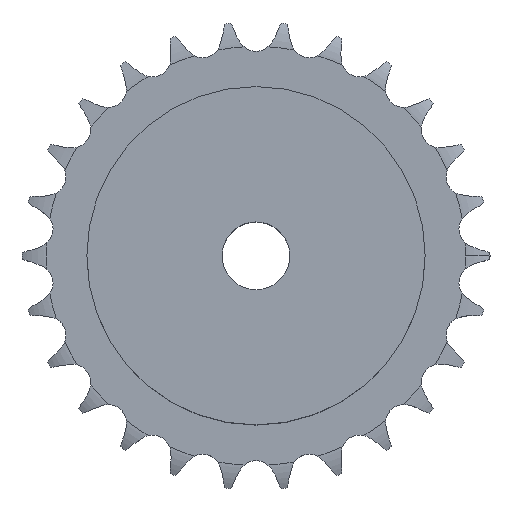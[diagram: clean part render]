
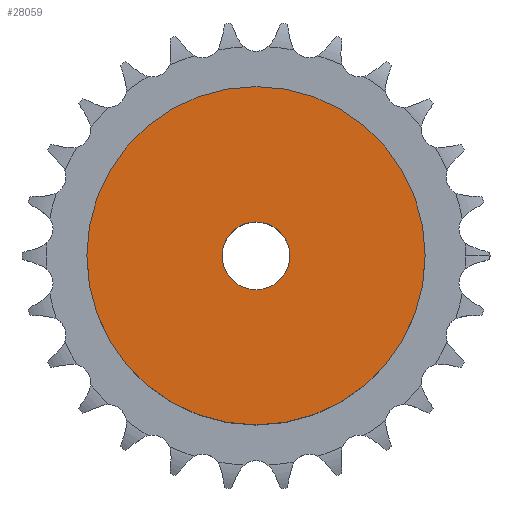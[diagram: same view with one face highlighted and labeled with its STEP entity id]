
A CAD part, top view. The second image highlights one B-rep face of the part: STEP entity #28059.
In plain terms, the highlighted planar face has unit normal (0, 0, 1).
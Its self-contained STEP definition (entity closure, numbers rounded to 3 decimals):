
#3504 = CYLINDRICAL_SURFACE('',#3505,30.);
#3505 = AXIS2_PLACEMENT_3D('',#3506,#3507,#3508);
#3506 = CARTESIAN_POINT('',(0.,0.,0.));
#3507 = DIRECTION('',(-0.,-0.,-1.));
#3508 = DIRECTION('',(1.,0.,0.));
#17794 = VERTEX_POINT('',#17795);
#17795 = CARTESIAN_POINT('',(30.,0.,28.));
#17816 = EDGE_CURVE('',#17794,#17794,#17817,.T.);
#17817 = SURFACE_CURVE('',#17818,(#17823,#17830),.PCURVE_S1.);
#17818 = CIRCLE('',#17819,30.);
#17819 = AXIS2_PLACEMENT_3D('',#17820,#17821,#17822);
#17820 = CARTESIAN_POINT('',(0.,0.,28.));
#17821 = DIRECTION('',(0.,0.,1.));
#17822 = DIRECTION('',(1.,0.,0.));
#17823 = PCURVE('',#3504,#17824);
#17824 = DEFINITIONAL_REPRESENTATION('',(#17825),#17829);
#17825 = LINE('',#17826,#17827);
#17826 = CARTESIAN_POINT('',(-0.,-28.));
#17827 = VECTOR('',#17828,1.);
#17828 = DIRECTION('',(-1.,0.));
#17829 = ( GEOMETRIC_REPRESENTATION_CONTEXT(2) 
PARAMETRIC_REPRESENTATION_CONTEXT() REPRESENTATION_CONTEXT('2D SPACE',''
  ) );
#17830 = PCURVE('',#17831,#17836);
#17831 = PLANE('',#17832);
#17832 = AXIS2_PLACEMENT_3D('',#17833,#17834,#17835);
#17833 = CARTESIAN_POINT('',(0.,0.,28.)
  );
#17834 = DIRECTION('',(0.,0.,1.));
#17835 = DIRECTION('',(1.,0.,0.));
#17836 = DEFINITIONAL_REPRESENTATION('',(#17837),#17841);
#17837 = CIRCLE('',#17838,30.);
#17838 = AXIS2_PLACEMENT_2D('',#17839,#17840);
#17839 = CARTESIAN_POINT('',(0.,0.));
#17840 = DIRECTION('',(1.,0.));
#17841 = ( GEOMETRIC_REPRESENTATION_CONTEXT(2) 
PARAMETRIC_REPRESENTATION_CONTEXT() REPRESENTATION_CONTEXT('2D SPACE',''
  ) );
#23796 = CYLINDRICAL_SURFACE('',#23797,6.);
#23797 = AXIS2_PLACEMENT_3D('',#23798,#23799,#23800);
#23798 = CARTESIAN_POINT('',(0.,0.,129.611));
#23799 = DIRECTION('',(0.,0.,1.));
#23800 = DIRECTION('',(1.,0.,0.));
#28059 = ADVANCED_FACE('',(#28060,#28063),#17831,.T.);
#28060 = FACE_BOUND('',#28061,.T.);
#28061 = EDGE_LOOP('',(#28062));
#28062 = ORIENTED_EDGE('',*,*,#17816,.T.);
#28063 = FACE_BOUND('',#28064,.T.);
#28064 = EDGE_LOOP('',(#28065));
#28065 = ORIENTED_EDGE('',*,*,#28066,.F.);
#28066 = EDGE_CURVE('',#28067,#28067,#28069,.T.);
#28067 = VERTEX_POINT('',#28068);
#28068 = CARTESIAN_POINT('',(6.,0.,28.));
#28069 = SURFACE_CURVE('',#28070,(#28075,#28082),.PCURVE_S1.);
#28070 = CIRCLE('',#28071,6.);
#28071 = AXIS2_PLACEMENT_3D('',#28072,#28073,#28074);
#28072 = CARTESIAN_POINT('',(0.,0.,28.));
#28073 = DIRECTION('',(0.,0.,1.));
#28074 = DIRECTION('',(1.,0.,0.));
#28075 = PCURVE('',#17831,#28076);
#28076 = DEFINITIONAL_REPRESENTATION('',(#28077),#28081);
#28077 = CIRCLE('',#28078,6.);
#28078 = AXIS2_PLACEMENT_2D('',#28079,#28080);
#28079 = CARTESIAN_POINT('',(0.,0.));
#28080 = DIRECTION('',(1.,0.));
#28081 = ( GEOMETRIC_REPRESENTATION_CONTEXT(2) 
PARAMETRIC_REPRESENTATION_CONTEXT() REPRESENTATION_CONTEXT('2D SPACE',''
  ) );
#28082 = PCURVE('',#23796,#28083);
#28083 = DEFINITIONAL_REPRESENTATION('',(#28084),#28088);
#28084 = LINE('',#28085,#28086);
#28085 = CARTESIAN_POINT('',(0.,-101.611));
#28086 = VECTOR('',#28087,1.);
#28087 = DIRECTION('',(1.,0.));
#28088 = ( GEOMETRIC_REPRESENTATION_CONTEXT(2) 
PARAMETRIC_REPRESENTATION_CONTEXT() REPRESENTATION_CONTEXT('2D SPACE',''
  ) );
